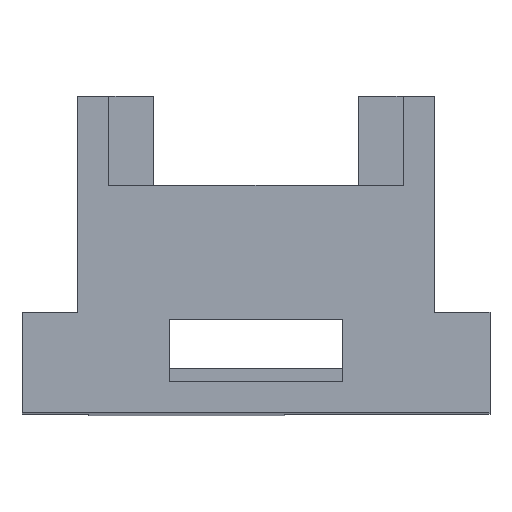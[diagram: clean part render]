
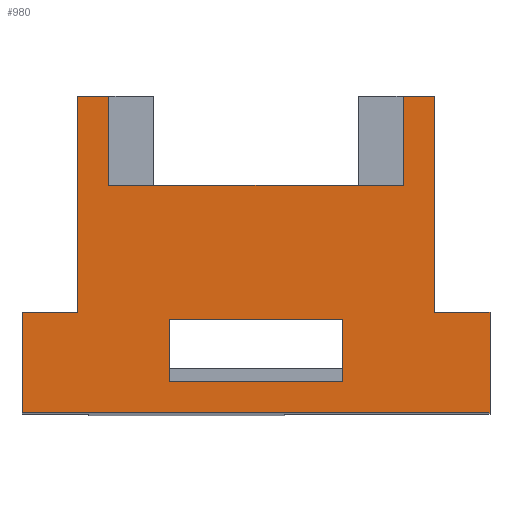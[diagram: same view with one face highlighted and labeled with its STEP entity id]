
A CAD part, top view. The second image highlights one B-rep face of the part: STEP entity #980.
In plain terms, the highlighted planar face has unit normal (0, 0, 1).
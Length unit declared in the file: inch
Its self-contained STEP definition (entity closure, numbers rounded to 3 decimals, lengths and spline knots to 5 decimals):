
#16=FACE_BOUND('',#114,.T.);
#64=FACE_OUTER_BOUND('',#113,.T.);
#113=EDGE_LOOP('',(#869,#870,#871,#872,#873,#874,#875,#876,#877,#878,#879,
#880));
#114=EDGE_LOOP('',(#881,#882,#883,#884));
#171=LINE('',#1394,#307);
#174=LINE('',#1399,#310);
#176=LINE('',#1404,#312);
#179=LINE('',#1409,#315);
#182=LINE('',#1414,#318);
#226=LINE('',#1506,#362);
#229=LINE('',#1512,#365);
#233=LINE('',#1520,#369);
#236=LINE('',#1525,#372);
#238=LINE('',#1529,#374);
#240=LINE('',#1532,#376);
#241=LINE('',#1534,#377);
#245=LINE('',#1540,#381);
#247=LINE('',#1545,#383);
#249=LINE('',#1548,#385);
#250=LINE('',#1550,#386);
#307=VECTOR('',#1133,0.3937);
#310=VECTOR('',#1138,0.3937);
#312=VECTOR('',#1142,0.3937);
#315=VECTOR('',#1147,0.3937);
#318=VECTOR('',#1152,0.3937);
#362=VECTOR('',#1224,0.3937);
#365=VECTOR('',#1229,0.3937);
#369=VECTOR('',#1237,0.3937);
#372=VECTOR('',#1242,0.3937);
#374=VECTOR('',#1246,0.3937);
#376=VECTOR('',#1250,0.3937);
#377=VECTOR('',#1253,0.3937);
#381=VECTOR('',#1261,0.3937);
#383=VECTOR('',#1267,0.3937);
#385=VECTOR('',#1271,0.3937);
#386=VECTOR('',#1274,0.3937);
#429=VERTEX_POINT('',#1392);
#430=VERTEX_POINT('',#1393);
#431=VERTEX_POINT('',#1398);
#432=VERTEX_POINT('',#1402);
#433=VERTEX_POINT('',#1403);
#434=VERTEX_POINT('',#1408);
#435=VERTEX_POINT('',#1412);
#468=VERTEX_POINT('',#1503);
#469=VERTEX_POINT('',#1505);
#470=VERTEX_POINT('',#1509);
#471=VERTEX_POINT('',#1511);
#472=VERTEX_POINT('',#1518);
#473=VERTEX_POINT('',#1519);
#474=VERTEX_POINT('',#1524);
#475=VERTEX_POINT('',#1528);
#476=VERTEX_POINT('',#1544);
#533=EDGE_CURVE('',#429,#430,#171,.T.);
#536=EDGE_CURVE('',#430,#431,#174,.T.);
#538=EDGE_CURVE('',#432,#433,#176,.T.);
#541=EDGE_CURVE('',#434,#432,#179,.T.);
#544=EDGE_CURVE('',#434,#435,#182,.T.);
#588=EDGE_CURVE('',#469,#468,#226,.T.);
#591=EDGE_CURVE('',#471,#470,#229,.T.);
#595=EDGE_CURVE('',#472,#473,#233,.T.);
#598=EDGE_CURVE('',#473,#474,#236,.T.);
#600=EDGE_CURVE('',#474,#475,#238,.T.);
#602=EDGE_CURVE('',#475,#472,#240,.T.);
#603=EDGE_CURVE('',#435,#471,#241,.T.);
#607=EDGE_CURVE('',#470,#469,#245,.T.);
#609=EDGE_CURVE('',#468,#476,#247,.T.);
#611=EDGE_CURVE('',#476,#431,#249,.T.);
#612=EDGE_CURVE('',#433,#429,#250,.T.);
#869=ORIENTED_EDGE('',*,*,#544,.T.);
#870=ORIENTED_EDGE('',*,*,#603,.T.);
#871=ORIENTED_EDGE('',*,*,#591,.T.);
#872=ORIENTED_EDGE('',*,*,#607,.T.);
#873=ORIENTED_EDGE('',*,*,#588,.T.);
#874=ORIENTED_EDGE('',*,*,#609,.T.);
#875=ORIENTED_EDGE('',*,*,#611,.T.);
#876=ORIENTED_EDGE('',*,*,#536,.F.);
#877=ORIENTED_EDGE('',*,*,#533,.F.);
#878=ORIENTED_EDGE('',*,*,#612,.F.);
#879=ORIENTED_EDGE('',*,*,#538,.F.);
#880=ORIENTED_EDGE('',*,*,#541,.F.);
#881=ORIENTED_EDGE('',*,*,#602,.T.);
#882=ORIENTED_EDGE('',*,*,#595,.T.);
#883=ORIENTED_EDGE('',*,*,#598,.T.);
#884=ORIENTED_EDGE('',*,*,#600,.T.);
#932=PLANE('',#1042);
#980=ADVANCED_FACE('',(#64,#16),#932,.T.);
#1042=AXIS2_PLACEMENT_3D('',#1551,#1275,#1276);
#1133=DIRECTION('',(0.,1.,0.));
#1138=DIRECTION('',(1.,0.,0.));
#1142=DIRECTION('',(0.,-1.,0.));
#1147=DIRECTION('',(1.,0.,0.));
#1152=DIRECTION('',(0.,1.,0.));
#1224=DIRECTION('',(0.,1.,0.));
#1229=DIRECTION('',(0.,-1.,0.));
#1237=DIRECTION('',(1.,0.,0.));
#1242=DIRECTION('',(0.,-1.,0.));
#1246=DIRECTION('',(-1.,0.,0.));
#1250=DIRECTION('',(0.,1.,0.));
#1253=DIRECTION('',(-1.,0.,0.));
#1261=DIRECTION('',(-1.,0.,0.));
#1267=DIRECTION('',(-1.,0.,0.));
#1271=DIRECTION('',(0.,-1.,0.));
#1274=DIRECTION('',(-1.,0.,0.));
#1275=DIRECTION('center_axis',(0.,0.,1.));
#1276=DIRECTION('ref_axis',(1.,0.,0.));
#1392=CARTESIAN_POINT('',(-0.825,-0.175,0.));
#1393=CARTESIAN_POINT('',(-0.825,0.3875,0.));
#1394=CARTESIAN_POINT('',(-0.825,0.24688,0.));
#1398=CARTESIAN_POINT('',(-0.5125,0.3875,0.));
#1399=CARTESIAN_POINT('',(-0.0125,0.3875,0.));
#1402=CARTESIAN_POINT('',(1.8,0.3875,0.));
#1403=CARTESIAN_POINT('',(1.8,-0.175,0.));
#1404=CARTESIAN_POINT('',(1.8,-0.03438,0.));
#1408=CARTESIAN_POINT('',(1.4875,0.3875,0.));
#1409=CARTESIAN_POINT('',(1.14375,0.3875,0.));
#1412=CARTESIAN_POINT('',(1.4875,1.6,0.));
#1414=CARTESIAN_POINT('',(1.4875,-0.175,0.));
#1503=CARTESIAN_POINT('',(-0.3375,1.6,0.));
#1505=CARTESIAN_POINT('',(-0.3375,1.1,0.));
#1506=CARTESIAN_POINT('',(-0.3375,1.1,0.));
#1509=CARTESIAN_POINT('',(1.3125,1.1,0.));
#1511=CARTESIAN_POINT('',(1.3125,1.6,0.));
#1512=CARTESIAN_POINT('',(1.3125,1.6,0.));
#1518=CARTESIAN_POINT('',(0.,0.35,0.));
#1519=CARTESIAN_POINT('',(0.975,0.35,0.));
#1520=CARTESIAN_POINT('',(0.,0.35,0.));
#1524=CARTESIAN_POINT('',(0.975,0.,0.));
#1525=CARTESIAN_POINT('',(0.975,0.35,0.));
#1528=CARTESIAN_POINT('',(0.,0.,0.));
#1529=CARTESIAN_POINT('',(0.975,0.,0.));
#1532=CARTESIAN_POINT('',(0.,0.,0.));
#1534=CARTESIAN_POINT('',(1.4875,1.6,0.));
#1540=CARTESIAN_POINT('',(1.3125,1.1,0.));
#1544=CARTESIAN_POINT('',(-0.5125,1.6,0.));
#1545=CARTESIAN_POINT('',(-0.3375,1.6,0.));
#1548=CARTESIAN_POINT('',(-0.5125,1.6,0.));
#1550=CARTESIAN_POINT('',(0.9875,-0.175,0.));
#1551=CARTESIAN_POINT('Origin',(0.4875,0.7125,0.));
